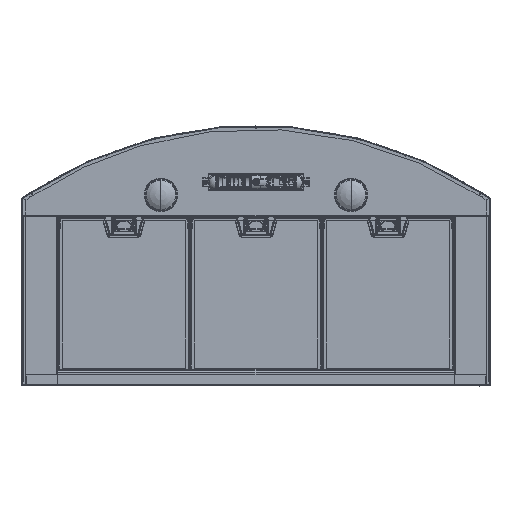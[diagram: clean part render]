
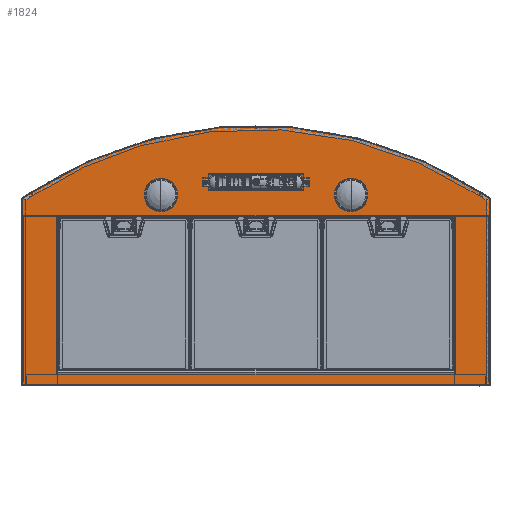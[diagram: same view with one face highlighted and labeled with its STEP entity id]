
A CAD part, front view. The second image highlights one B-rep face of the part: STEP entity #1824.
In plain terms, the highlighted planar face has unit normal (0, -1, 0).
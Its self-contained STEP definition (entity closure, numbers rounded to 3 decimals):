
#420=DIRECTION('',(0.,0.,1.));
#421=VECTOR('',#420,359.195);
#422=CARTESIAN_POINT('',(447.5,0.,0.));
#423=LINE('',#422,#421);
#438=DIRECTION('',(1.,0.,0.));
#439=VECTOR('',#438,761.);
#440=CARTESIAN_POINT('',(-380.5,0.,24.5));
#441=LINE('',#440,#439);
#442=DIRECTION('',(0.,0.,1.));
#443=VECTOR('',#442,301.);
#444=CARTESIAN_POINT('',(380.5,0.,24.5));
#445=LINE('',#444,#443);
#446=DIRECTION('',(-1.,0.,0.));
#447=VECTOR('',#446,761.);
#448=CARTESIAN_POINT('',(380.5,0.,325.5));
#449=LINE('',#448,#447);
#450=DIRECTION('',(0.,0.,-1.));
#451=VECTOR('',#450,301.);
#452=CARTESIAN_POINT('',(-380.5,0.,325.5));
#453=LINE('',#452,#451);
#454=CARTESIAN_POINT('',(182.5,0.,365.75));
#455=DIRECTION('',(0.,-1.,0.));
#456=DIRECTION('',(1.,0.,0.));
#457=AXIS2_PLACEMENT_3D('',#454,#455,#456);
#459=CARTESIAN_POINT('',(182.5,0.,365.75));
#460=DIRECTION('',(0.,-1.,0.));
#461=DIRECTION('',(-1.,0.,0.));
#462=AXIS2_PLACEMENT_3D('',#459,#460,#461);
#464=CARTESIAN_POINT('',(-182.5,0.,365.75));
#465=DIRECTION('',(0.,-1.,0.));
#466=DIRECTION('',(1.,0.,0.));
#467=AXIS2_PLACEMENT_3D('',#464,#465,#466);
#469=CARTESIAN_POINT('',(-182.5,0.,365.75));
#470=DIRECTION('',(0.,-1.,0.));
#471=DIRECTION('',(-1.,0.,0.));
#472=AXIS2_PLACEMENT_3D('',#469,#470,#471);
#474=CARTESIAN_POINT('',(-77.75,0.,390.));
#475=DIRECTION('',(0.,-1.,0.));
#476=DIRECTION('',(0.,0.,1.));
#477=AXIS2_PLACEMENT_3D('',#474,#475,#476);
#479=DIRECTION('',(1.,0.,0.));
#480=VECTOR('',#479,155.5);
#481=CARTESIAN_POINT('',(-77.75,0.,375.25));
#482=LINE('',#481,#480);
#483=CARTESIAN_POINT('',(77.75,0.,390.));
#484=DIRECTION('',(0.,-1.,0.));
#485=DIRECTION('',(0.,0.,-1.));
#486=AXIS2_PLACEMENT_3D('',#483,#484,#485);
#488=DIRECTION('',(-1.,0.,0.));
#489=VECTOR('',#488,155.5);
#490=CARTESIAN_POINT('',(77.75,0.,404.75));
#491=LINE('',#490,#489);
#492=CARTESIAN_POINT('',(97.5,0.,390.));
#493=DIRECTION('',(0.,-1.,0.));
#494=DIRECTION('',(0.,0.,-1.));
#495=AXIS2_PLACEMENT_3D('',#492,#493,#494);
#497=CARTESIAN_POINT('',(-97.5,0.,390.));
#498=DIRECTION('',(0.,-1.,0.));
#499=DIRECTION('',(0.,0.,-1.));
#500=AXIS2_PLACEMENT_3D('',#497,#498,#499);
#502=DIRECTION('',(-1.,0.,0.));
#503=VECTOR('',#502,895.);
#504=CARTESIAN_POINT('',(447.5,0.,0.));
#505=LINE('',#504,#503);
#618=CARTESIAN_POINT('',(97.5,0.,390.));
#619=DIRECTION('',(0.,1.,0.));
#620=DIRECTION('',(0.,0.,-1.));
#621=AXIS2_PLACEMENT_3D('',#618,#619,#620);
#636=CARTESIAN_POINT('',(-97.5,0.,390.));
#637=DIRECTION('',(0.,1.,0.));
#638=DIRECTION('',(0.,0.,-1.));
#639=AXIS2_PLACEMENT_3D('',#636,#637,#638);
#663=DIRECTION('',(0.,0.,-1.));
#664=VECTOR('',#663,359.195);
#665=CARTESIAN_POINT('',(-447.5,0.,359.195));
#666=LINE('',#665,#664);
#775=DIRECTION('',(-0.833,0.,0.553));
#776=VECTOR('',#775,12.414);
#777=CARTESIAN_POINT('',(447.5,0.,359.195));
#778=LINE('',#777,#776);
#788=CARTESIAN_POINT('',(0.,0.,-292.667));
#789=DIRECTION('',(0.,-1.,0.));
#790=DIRECTION('',(0.553,0.,0.833));
#791=AXIS2_PLACEMENT_3D('',#788,#789,#790);
#812=DIRECTION('',(-0.833,0.,-0.553));
#813=VECTOR('',#812,12.414);
#814=CARTESIAN_POINT('',(-437.156,0.,366.06));
#815=LINE('',#814,#813);
#896=CARTESIAN_POINT('',(-380.5,0.,24.5));
#897=CARTESIAN_POINT('',(380.5,0.,24.5));
#898=VERTEX_POINT('',#896);
#899=VERTEX_POINT('',#897);
#900=CARTESIAN_POINT('',(380.5,0.,325.5));
#901=VERTEX_POINT('',#900);
#902=CARTESIAN_POINT('',(-380.5,0.,325.5));
#903=VERTEX_POINT('',#902);
#912=CARTESIAN_POINT('',(213.,0.,365.75));
#913=CARTESIAN_POINT('',(152.,0.,365.75));
#914=VERTEX_POINT('',#912);
#915=VERTEX_POINT('',#913);
#916=CARTESIAN_POINT('',(-152.,0.,365.75));
#917=CARTESIAN_POINT('',(-213.,0.,365.75));
#918=VERTEX_POINT('',#916);
#919=VERTEX_POINT('',#917);
#1046=CARTESIAN_POINT('',(-447.5,0.,359.195));
#1047=CARTESIAN_POINT('',(-447.5,0.,0.));
#1048=VERTEX_POINT('',#1046);
#1049=VERTEX_POINT('',#1047);
#1054=CARTESIAN_POINT('',(-437.156,0.,366.06));
#1055=VERTEX_POINT('',#1054);
#1056=CARTESIAN_POINT('',(437.156,0.,366.06));
#1057=VERTEX_POINT('',#1056);
#1060=CARTESIAN_POINT('',(447.5,0.,359.195));
#1061=VERTEX_POINT('',#1060);
#1064=CARTESIAN_POINT('',(447.5,0.,0.));
#1065=VERTEX_POINT('',#1064);
#1086=CARTESIAN_POINT('',(-77.75,0.,404.75));
#1087=CARTESIAN_POINT('',(-77.75,0.,375.25));
#1088=VERTEX_POINT('',#1086);
#1089=VERTEX_POINT('',#1087);
#1090=CARTESIAN_POINT('',(77.75,0.,375.25));
#1091=VERTEX_POINT('',#1090);
#1092=CARTESIAN_POINT('',(77.75,0.,404.75));
#1093=VERTEX_POINT('',#1092);
#1094=CARTESIAN_POINT('',(97.5,0.,387.));
#1095=CARTESIAN_POINT('',(100.5,0.,390.));
#1096=VERTEX_POINT('',#1094);
#1097=VERTEX_POINT('',#1095);
#1098=CARTESIAN_POINT('',(-97.5,0.,387.));
#1099=CARTESIAN_POINT('',(-94.5,0.,390.));
#1100=VERTEX_POINT('',#1098);
#1101=VERTEX_POINT('',#1099);
#1763=CARTESIAN_POINT('',(0.,0.,0.));
#1764=DIRECTION('',(0.,1.,0.));
#1765=DIRECTION('',(1.,0.,0.));
#1766=AXIS2_PLACEMENT_3D('',#1763,#1764,#1765);
#1767=PLANE('',#1766);
#1769=ORIENTED_EDGE('',*,*,#1768,.F.);
#1771=ORIENTED_EDGE('',*,*,#1770,.F.);
#1773=ORIENTED_EDGE('',*,*,#1772,.F.);
#1775=ORIENTED_EDGE('',*,*,#1774,.F.);
#1776=ORIENTED_EDGE('',*,*,#1754,.F.);
#1777=ORIENTED_EDGE('',*,*,#1211,.T.);
#1778=EDGE_LOOP('',(#1769,#1771,#1773,#1775,#1776,#1777));
#1779=FACE_OUTER_BOUND('',#1778,.F.);
#1781=ORIENTED_EDGE('',*,*,#1780,.T.);
#1783=ORIENTED_EDGE('',*,*,#1782,.T.);
#1784=EDGE_LOOP('',(#1781,#1783));
#1785=FACE_BOUND('',#1784,.F.);
#1787=ORIENTED_EDGE('',*,*,#1786,.T.);
#1789=ORIENTED_EDGE('',*,*,#1788,.T.);
#1790=EDGE_LOOP('',(#1787,#1789));
#1791=FACE_BOUND('',#1790,.F.);
#1793=ORIENTED_EDGE('',*,*,#1792,.T.);
#1795=ORIENTED_EDGE('',*,*,#1794,.T.);
#1797=ORIENTED_EDGE('',*,*,#1796,.T.);
#1799=ORIENTED_EDGE('',*,*,#1798,.T.);
#1800=EDGE_LOOP('',(#1793,#1795,#1797,#1799));
#1801=FACE_BOUND('',#1800,.F.);
#1803=ORIENTED_EDGE('',*,*,#1802,.F.);
#1805=ORIENTED_EDGE('',*,*,#1804,.T.);
#1806=EDGE_LOOP('',(#1803,#1805));
#1807=FACE_BOUND('',#1806,.F.);
#1809=ORIENTED_EDGE('',*,*,#1808,.F.);
#1811=ORIENTED_EDGE('',*,*,#1810,.T.);
#1812=EDGE_LOOP('',(#1809,#1811));
#1813=FACE_BOUND('',#1812,.F.);
#1815=ORIENTED_EDGE('',*,*,#1814,.T.);
#1817=ORIENTED_EDGE('',*,*,#1816,.T.);
#1819=ORIENTED_EDGE('',*,*,#1818,.T.);
#1821=ORIENTED_EDGE('',*,*,#1820,.T.);
#1822=EDGE_LOOP('',(#1815,#1817,#1819,#1821));
#1823=FACE_BOUND('',#1822,.F.);
#1824=ADVANCED_FACE('',(#1779,#1785,#1791,#1801,#1807,#1813,#1823),#1767,.F.);
#458=CIRCLE('',#457,30.5);
#463=CIRCLE('',#462,30.5);
#468=CIRCLE('',#467,30.5);
#473=CIRCLE('',#472,30.5);
#478=CIRCLE('',#477,14.75);
#487=CIRCLE('',#486,14.75);
#496=CIRCLE('',#495,3.);
#501=CIRCLE('',#500,3.);
#622=CIRCLE('',#621,3.);
#640=CIRCLE('',#639,3.);
#792=CIRCLE('',#791,790.586);
#1211=EDGE_CURVE('',#1065,#1049,#505,.T.);
#1754=EDGE_CURVE('',#1065,#1061,#423,.T.);
#1768=EDGE_CURVE('',#1048,#1049,#666,.T.);
#1770=EDGE_CURVE('',#1055,#1048,#815,.T.);
#1772=EDGE_CURVE('',#1057,#1055,#792,.T.);
#1774=EDGE_CURVE('',#1061,#1057,#778,.T.);
#1780=EDGE_CURVE('',#914,#915,#458,.T.);
#1782=EDGE_CURVE('',#915,#914,#463,.T.);
#1786=EDGE_CURVE('',#918,#919,#468,.T.);
#1788=EDGE_CURVE('',#919,#918,#473,.T.);
#1792=EDGE_CURVE('',#1088,#1089,#478,.T.);
#1794=EDGE_CURVE('',#1089,#1091,#482,.T.);
#1796=EDGE_CURVE('',#1091,#1093,#487,.T.);
#1798=EDGE_CURVE('',#1093,#1088,#491,.T.);
#1802=EDGE_CURVE('',#1096,#1097,#622,.T.);
#1804=EDGE_CURVE('',#1096,#1097,#496,.T.);
#1808=EDGE_CURVE('',#1100,#1101,#640,.T.);
#1810=EDGE_CURVE('',#1100,#1101,#501,.T.);
#1814=EDGE_CURVE('',#898,#899,#441,.T.);
#1816=EDGE_CURVE('',#899,#901,#445,.T.);
#1818=EDGE_CURVE('',#901,#903,#449,.T.);
#1820=EDGE_CURVE('',#903,#898,#453,.T.);
